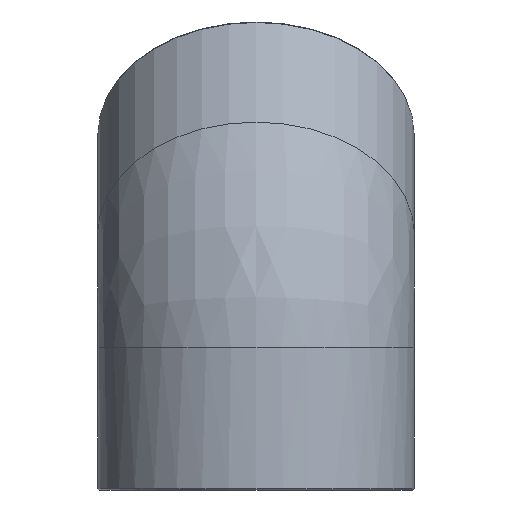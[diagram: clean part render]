
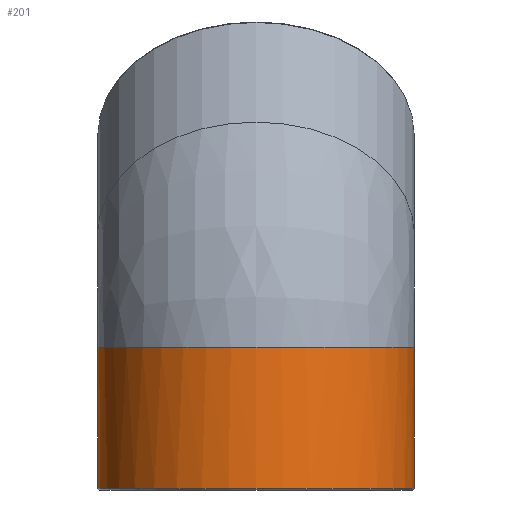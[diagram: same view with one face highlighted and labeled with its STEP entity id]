
A CAD part, left-side view. The second image highlights one B-rep face of the part: STEP entity #201.
In plain terms, the highlighted cylindrical face has radius 143 mm (diameter 286 mm), a full revolution.
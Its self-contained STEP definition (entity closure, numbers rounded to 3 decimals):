
#24=CYLINDRICAL_SURFACE($,#229,143.);
#32=FACE_BOUND($,#58,.T.);
#44=FACE_OUTER_BOUND($,#57,.T.);
#57=EDGE_LOOP($,(#158,#159,#160,#161,#162,#163));
#58=EDGE_LOOP($,(#164));
#82=CIRCLE($,#227,143.);
#84=CIRCLE($,#230,143.);
#85=CIRCLE($,#231,143.);
#86=CIRCLE($,#232,143.);
#87=CIRCLE($,#233,143.);
#88=CIRCLE($,#234,143.);
#89=CIRCLE($,#235,143.);
#104=VERTEX_POINT($,#337);
#106=VERTEX_POINT($,#342);
#107=VERTEX_POINT($,#343);
#108=VERTEX_POINT($,#345);
#109=VERTEX_POINT($,#347);
#110=VERTEX_POINT($,#349);
#111=VERTEX_POINT($,#351);
#128=EDGE_CURVE($,#104,#104,#82,.T.);
#130=EDGE_CURVE($,#106,#107,#84,.T.);
#131=EDGE_CURVE($,#107,#108,#85,.T.);
#132=EDGE_CURVE($,#108,#109,#86,.T.);
#133=EDGE_CURVE($,#109,#110,#87,.T.);
#134=EDGE_CURVE($,#110,#111,#88,.T.);
#135=EDGE_CURVE($,#111,#106,#89,.T.);
#158=ORIENTED_EDGE($,*,*,#130,.T.);
#159=ORIENTED_EDGE($,*,*,#131,.T.);
#160=ORIENTED_EDGE($,*,*,#132,.T.);
#161=ORIENTED_EDGE($,*,*,#133,.T.);
#162=ORIENTED_EDGE($,*,*,#134,.T.);
#163=ORIENTED_EDGE($,*,*,#135,.T.);
#164=ORIENTED_EDGE($,*,*,#128,.F.);
#201=ADVANCED_FACE($,(#44,#32),#24,.T.);
#227=AXIS2_PLACEMENT_3D($,#338,#276,#277);
#229=AXIS2_PLACEMENT_3D($,#341,#280,#281);
#230=AXIS2_PLACEMENT_3D($,#344,#282,#283);
#231=AXIS2_PLACEMENT_3D($,#346,#284,#285);
#232=AXIS2_PLACEMENT_3D($,#348,#286,#287);
#233=AXIS2_PLACEMENT_3D($,#350,#288,#289);
#234=AXIS2_PLACEMENT_3D($,#352,#290,#291);
#235=AXIS2_PLACEMENT_3D($,#353,#292,#293);
#276=DIRECTION('center_axis',(0.,0.,-1.));
#277=DIRECTION('ref_axis',(-1.,0.,0.));
#280=DIRECTION('center_axis',(0.,0.,1.));
#281=DIRECTION('ref_axis',(-1.,0.,0.));
#282=DIRECTION('center_axis',(0.,0.,-1.));
#283=DIRECTION('ref_axis',(-1.,0.,0.));
#284=DIRECTION('center_axis',(0.,0.,-1.));
#285=DIRECTION('ref_axis',(-1.,0.,0.));
#286=DIRECTION('center_axis',(0.,0.,-1.));
#287=DIRECTION('ref_axis',(-1.,0.,0.));
#288=DIRECTION('center_axis',(0.,0.,-1.));
#289=DIRECTION('ref_axis',(-1.,0.,0.));
#290=DIRECTION('center_axis',(0.,0.,-1.));
#291=DIRECTION('ref_axis',(-1.,0.,0.));
#292=DIRECTION('center_axis',(0.,0.,-1.));
#293=DIRECTION('ref_axis',(-1.,0.,0.));
#337=CARTESIAN_POINT('',(143.,0.,1.5));
#338=CARTESIAN_POINT('Origin',(0.,0.,1.5));
#341=CARTESIAN_POINT('Origin',(0.,0.,0.));
#342=CARTESIAN_POINT('',(143.,0.,128.939));
#343=CARTESIAN_POINT('',(138.631,-35.08,128.939));
#344=CARTESIAN_POINT('Origin',(0.,0.,128.939));
#345=CARTESIAN_POINT('',(4.227,-142.938,128.939));
#346=CARTESIAN_POINT('Origin',(0.,0.,128.939));
#347=CARTESIAN_POINT('',(-143.,0.,128.939));
#348=CARTESIAN_POINT('Origin',(0.,0.,128.939));
#349=CARTESIAN_POINT('',(4.227,142.938,128.939));
#350=CARTESIAN_POINT('Origin',(0.,0.,128.939));
#351=CARTESIAN_POINT('',(138.631,35.08,128.939));
#352=CARTESIAN_POINT('Origin',(0.,0.,128.939));
#353=CARTESIAN_POINT('Origin',(0.,0.,128.939));
